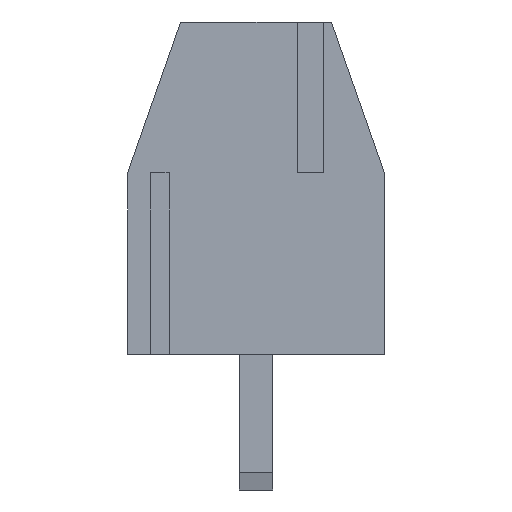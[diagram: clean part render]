
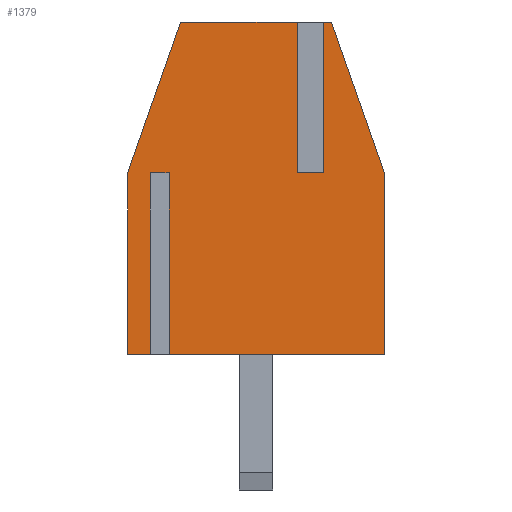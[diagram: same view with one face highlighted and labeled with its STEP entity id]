
A CAD part, left-side view. The second image highlights one B-rep face of the part: STEP entity #1379.
In plain terms, the highlighted planar face has unit normal (-1, 0, 0).
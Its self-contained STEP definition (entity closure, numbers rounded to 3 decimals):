
#1379 = ADVANCED_FACE('',(#1380),#1494,.F.);
#1380 = FACE_BOUND('',#1381,.F.);
#1381 = EDGE_LOOP('',(#1382,#1392,#1400,#1408,#1416,#1424,#1432,#1440,
    #1448,#1456,#1464,#1472,#1480,#1488));
#1382 = ORIENTED_EDGE('',*,*,#1383,.T.);
#1383 = EDGE_CURVE('',#1384,#1386,#1388,.T.);
#1384 = VERTEX_POINT('',#1385);
#1385 = CARTESIAN_POINT('',(-1.75,-2.,8.8));
#1386 = VERTEX_POINT('',#1387);
#1387 = CARTESIAN_POINT('',(-1.75,-3.4,4.8));
#1388 = LINE('',#1389,#1390);
#1389 = CARTESIAN_POINT('',(-1.75,-2.,8.8));
#1390 = VECTOR('',#1391,1.);
#1391 = DIRECTION('',(0.,-0.33,-0.944));
#1392 = ORIENTED_EDGE('',*,*,#1393,.T.);
#1393 = EDGE_CURVE('',#1386,#1394,#1396,.T.);
#1394 = VERTEX_POINT('',#1395);
#1395 = CARTESIAN_POINT('',(-1.75,-3.4,-0.));
#1396 = LINE('',#1397,#1398);
#1397 = CARTESIAN_POINT('',(-1.75,-3.4,4.8));
#1398 = VECTOR('',#1399,1.);
#1399 = DIRECTION('',(0.,0.,-1.));
#1400 = ORIENTED_EDGE('',*,*,#1401,.T.);
#1401 = EDGE_CURVE('',#1394,#1402,#1404,.T.);
#1402 = VERTEX_POINT('',#1403);
#1403 = CARTESIAN_POINT('',(-1.75,2.3,0.));
#1404 = LINE('',#1405,#1406);
#1405 = CARTESIAN_POINT('',(-1.75,-3.4,0.));
#1406 = VECTOR('',#1407,1.);
#1407 = DIRECTION('',(0.,1.,0.));
#1408 = ORIENTED_EDGE('',*,*,#1409,.F.);
#1409 = EDGE_CURVE('',#1410,#1402,#1412,.T.);
#1410 = VERTEX_POINT('',#1411);
#1411 = CARTESIAN_POINT('',(-1.75,2.3,4.8));
#1412 = LINE('',#1413,#1414);
#1413 = CARTESIAN_POINT('',(-1.75,2.3,4.8));
#1414 = VECTOR('',#1415,1.);
#1415 = DIRECTION('',(0.,0.,-1.));
#1416 = ORIENTED_EDGE('',*,*,#1417,.T.);
#1417 = EDGE_CURVE('',#1410,#1418,#1420,.T.);
#1418 = VERTEX_POINT('',#1419);
#1419 = CARTESIAN_POINT('',(-1.75,2.8,4.8));
#1420 = LINE('',#1421,#1422);
#1421 = CARTESIAN_POINT('',(-1.75,2.3,4.8));
#1422 = VECTOR('',#1423,1.);
#1423 = DIRECTION('',(0.,1.,0.));
#1424 = ORIENTED_EDGE('',*,*,#1425,.T.);
#1425 = EDGE_CURVE('',#1418,#1426,#1428,.T.);
#1426 = VERTEX_POINT('',#1427);
#1427 = CARTESIAN_POINT('',(-1.75,2.8,0.));
#1428 = LINE('',#1429,#1430);
#1429 = CARTESIAN_POINT('',(-1.75,2.8,4.8));
#1430 = VECTOR('',#1431,1.);
#1431 = DIRECTION('',(0.,0.,-1.));
#1432 = ORIENTED_EDGE('',*,*,#1433,.T.);
#1433 = EDGE_CURVE('',#1426,#1434,#1436,.T.);
#1434 = VERTEX_POINT('',#1435);
#1435 = CARTESIAN_POINT('',(-1.75,3.4,0.));
#1436 = LINE('',#1437,#1438);
#1437 = CARTESIAN_POINT('',(-1.75,-3.4,0.));
#1438 = VECTOR('',#1439,1.);
#1439 = DIRECTION('',(0.,1.,0.));
#1440 = ORIENTED_EDGE('',*,*,#1441,.T.);
#1441 = EDGE_CURVE('',#1434,#1442,#1444,.T.);
#1442 = VERTEX_POINT('',#1443);
#1443 = CARTESIAN_POINT('',(-1.75,3.4,4.8));
#1444 = LINE('',#1445,#1446);
#1445 = CARTESIAN_POINT('',(-1.75,3.4,0.));
#1446 = VECTOR('',#1447,1.);
#1447 = DIRECTION('',(0.,0.,1.));
#1448 = ORIENTED_EDGE('',*,*,#1449,.T.);
#1449 = EDGE_CURVE('',#1442,#1450,#1452,.T.);
#1450 = VERTEX_POINT('',#1451);
#1451 = CARTESIAN_POINT('',(-1.75,2.,8.8));
#1452 = LINE('',#1453,#1454);
#1453 = CARTESIAN_POINT('',(-1.75,3.4,4.8));
#1454 = VECTOR('',#1455,1.);
#1455 = DIRECTION('',(0.,-0.33,0.944));
#1456 = ORIENTED_EDGE('',*,*,#1457,.T.);
#1457 = EDGE_CURVE('',#1450,#1458,#1460,.T.);
#1458 = VERTEX_POINT('',#1459);
#1459 = CARTESIAN_POINT('',(-1.75,-1.2,8.8));
#1460 = LINE('',#1461,#1462);
#1461 = CARTESIAN_POINT('',(-1.75,2.,8.8));
#1462 = VECTOR('',#1463,1.);
#1463 = DIRECTION('',(0.,-1.,0.));
#1464 = ORIENTED_EDGE('',*,*,#1465,.F.);
#1465 = EDGE_CURVE('',#1466,#1458,#1468,.T.);
#1466 = VERTEX_POINT('',#1467);
#1467 = CARTESIAN_POINT('',(-1.75,-1.2,4.8));
#1468 = LINE('',#1469,#1470);
#1469 = CARTESIAN_POINT('',(-1.75,-1.2,4.8));
#1470 = VECTOR('',#1471,1.);
#1471 = DIRECTION('',(0.,0.,1.));
#1472 = ORIENTED_EDGE('',*,*,#1473,.T.);
#1473 = EDGE_CURVE('',#1466,#1474,#1476,.T.);
#1474 = VERTEX_POINT('',#1475);
#1475 = CARTESIAN_POINT('',(-1.75,-1.7,4.8));
#1476 = LINE('',#1477,#1478);
#1477 = CARTESIAN_POINT('',(-1.75,-1.2,4.8));
#1478 = VECTOR('',#1479,1.);
#1479 = DIRECTION('',(0.,-1.,0.));
#1480 = ORIENTED_EDGE('',*,*,#1481,.T.);
#1481 = EDGE_CURVE('',#1474,#1482,#1484,.T.);
#1482 = VERTEX_POINT('',#1483);
#1483 = CARTESIAN_POINT('',(-1.75,-1.7,8.8));
#1484 = LINE('',#1485,#1486);
#1485 = CARTESIAN_POINT('',(-1.75,-1.7,4.8));
#1486 = VECTOR('',#1487,1.);
#1487 = DIRECTION('',(0.,0.,1.));
#1488 = ORIENTED_EDGE('',*,*,#1489,.T.);
#1489 = EDGE_CURVE('',#1482,#1384,#1490,.T.);
#1490 = LINE('',#1491,#1492);
#1491 = CARTESIAN_POINT('',(-1.75,2.,8.8));
#1492 = VECTOR('',#1493,1.);
#1493 = DIRECTION('',(0.,-1.,0.));
#1494 = PLANE('',#1495);
#1495 = AXIS2_PLACEMENT_3D('',#1496,#1497,#1498);
#1496 = CARTESIAN_POINT('',(-1.75,0.,4.013));
#1497 = DIRECTION('',(1.,0.,0.));
#1498 = DIRECTION('',(0.,0.,1.));
